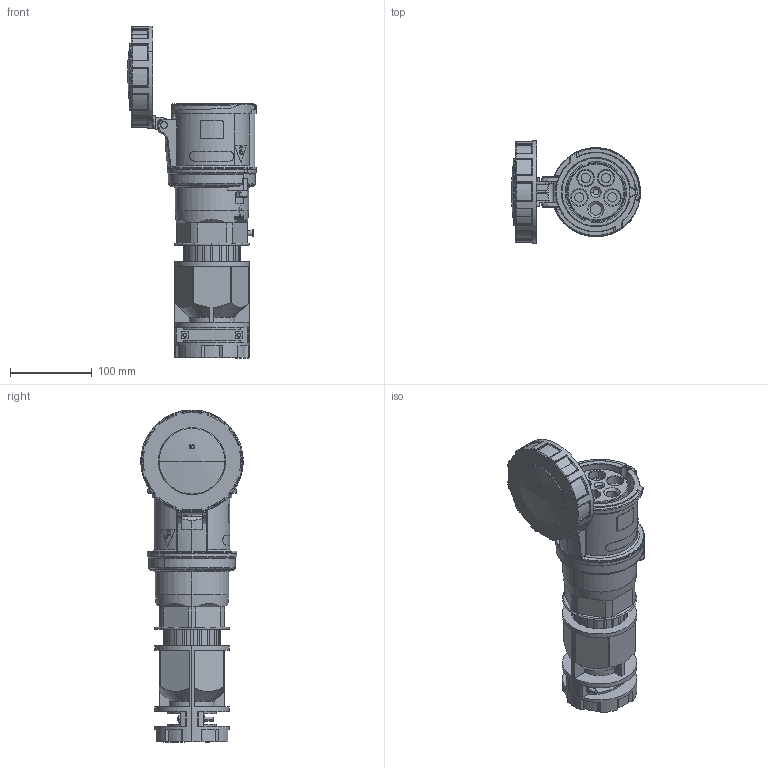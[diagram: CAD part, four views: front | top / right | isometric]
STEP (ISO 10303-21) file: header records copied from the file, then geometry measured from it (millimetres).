
FILE_DESCRIPTION (( 'STEP AP203' ), '1' );
FILE_NAME ('BRY5100C9W.step', '2022-08-17T19:25:47', ( '' ), ( '' ), 'SwSTEP 2.0', 'SolidWorks 2021', '' );
FILE_SCHEMA (( 'CONFIG_CONTROL_DESIGN' ));
Length unit declared in the file: millimetre
Products named in the file (1): BRY5100C9W
Bounding box: 157.58 x 125 x 405.5 mm (x, y, z)
Volume: 1703625.2 mm3; surface area: 265311.2 mm2
Topology: 7 solids, 12 shells, 1245 faces, 3295 edges, 2111 vertices
Faces by surface type: plane 454, cylinder 438, torus 113, bspline 104, cone 88, sphere 48
Entity records: 49057 total; most frequent: CARTESIAN_POINT 19058, ORIENTED_EDGE 6508, DIRECTION 6039, EDGE_CURVE 3254, AXIS2_PLACEMENT_3D 2299, VERTEX_POINT 2091, VECTOR 1441, LINE 1441
